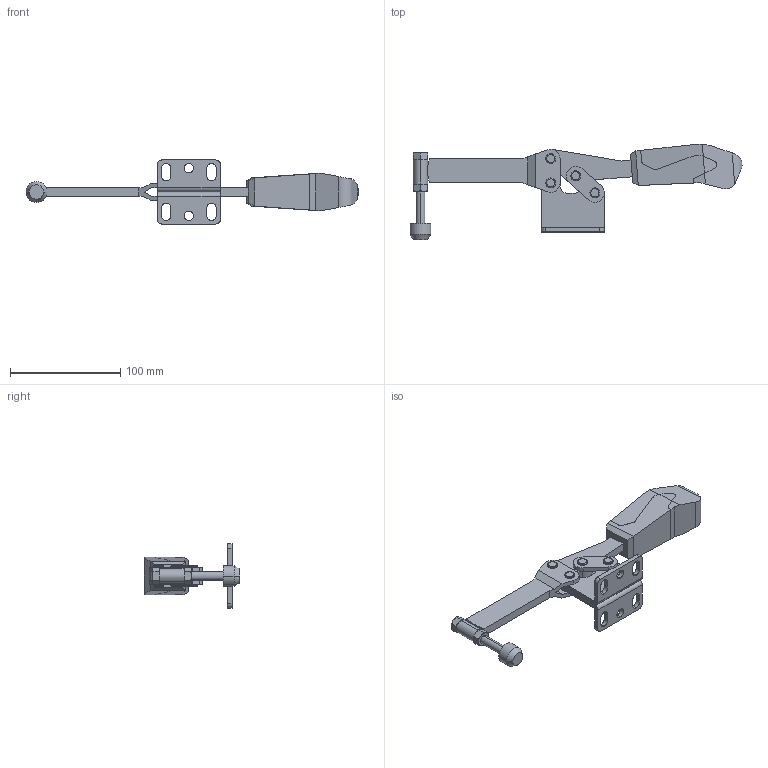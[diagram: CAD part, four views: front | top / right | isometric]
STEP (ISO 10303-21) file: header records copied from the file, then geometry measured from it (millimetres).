
FILE_DESCRIPTION (( 'STEP AP214' ), '1' );
FILE_NAME ('EH 23330.1205.STEP', '2019-10-25T05:47:04', ( '' ), ( '' ), 'SwSTEP 2.0', 'SolidWorks 2019', '' );
FILE_SCHEMA (( 'AUTOMOTIVE_DESIGN' ));
Length unit declared in the file: millimetre
Products named in the file (8): _93443-2.stp; _93047-1.stp; _93443-13b.stp; _146258.stp; _557248.stp; EH 23330.1205; _93047-3_0.stp; _93047-6_0.stp
Assembly tree (7 placements, depth 2):
  EH 23330.1205
    _93047-1.stp
    _93443-2.stp
    _93047-3_0.stp
    _557248.stp
    _93443-13b.stp
    _146258.stp
    _93047-6_0.stp
Bounding box: 300.76 x 86.54 x 58 mm (x, y, z)
Volume: 174285.9 mm3; surface area: 51525.3 mm2
Topology: 7 solids, 8 shells, 292 faces, 730 edges, 468 vertices
Faces by surface type: plane 119, cylinder 115, cone 42, torus 16
Entity records: 9877 total; most frequent: CARTESIAN_POINT 2205, DIRECTION 1502, ORIENTED_EDGE 1460, EDGE_CURVE 730, AXIS2_PLACEMENT_3D 568, VERTEX_POINT 468, LINE 366, VECTOR 366
